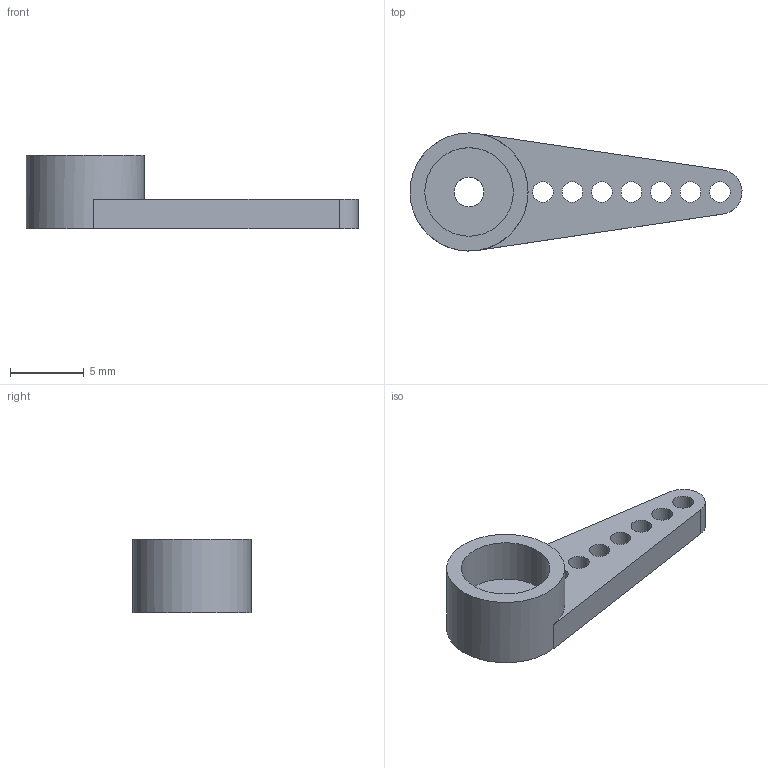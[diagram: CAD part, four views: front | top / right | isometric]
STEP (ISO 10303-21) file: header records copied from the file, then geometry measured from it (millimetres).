
FILE_DESCRIPTION(('FreeCAD Model'),'2;1');
FILE_NAME('SG90-1-arm-horn.step','2015-08-26T21:04:06',('Author' ),(''),'Open CASCADE STEP processor 6.8','FreeCAD','Unknown');
FILE_SCHEMA(('AUTOMOTIVE_DESIGN_CC2 { 1 2 10303 214 -1 1 5 4 }'));
Length unit declared in the file: millimetre
Products named in the file (2): ASSEMBLY; Final-1-arm-horn
Assembly tree (1 placements, depth 2):
  ASSEMBLY
    Final-1-arm-horn
Bounding box: 22.49 x 8 x 5 mm (x, y, z)
Volume: 268 mm3; surface area: 537.3 mm2
Topology: 1 solids, 1 shells, 19 faces, 45 edges, 30 vertices
Faces by surface type: cylinder 12, plane 7
Full cylindrical faces by diameter (mm): 1.4 x7, 2 x1, 5 x1, 6 x1, 8 x1
Entity records: 1418 total; most frequent: CARTESIAN_POINT 463, DIRECTION 174, ORIENTED_EDGE 90, PCURVE 90, DEFINITIONAL_REPRESENTATION 90, LINE 76, VECTOR 76, AXIS2_PLACEMENT_3D 47
